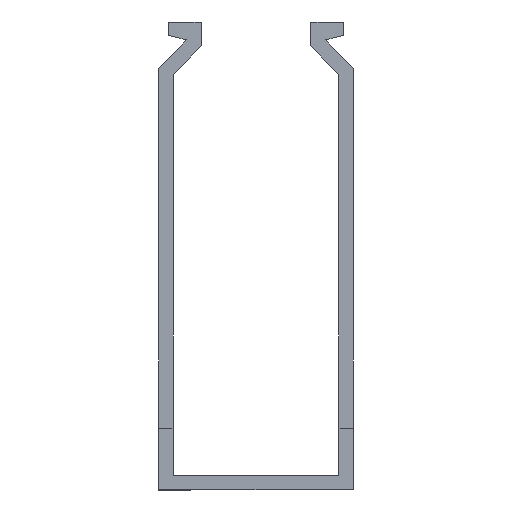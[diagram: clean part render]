
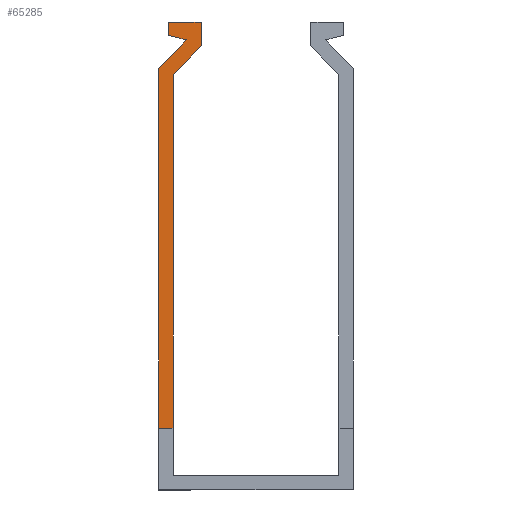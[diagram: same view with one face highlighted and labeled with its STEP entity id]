
A CAD part, front view. The second image highlights one B-rep face of the part: STEP entity #65285.
In plain terms, the highlighted planar face has unit normal (0, -1, 0).
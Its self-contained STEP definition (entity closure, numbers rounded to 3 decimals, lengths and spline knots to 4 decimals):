
#1722 = DIRECTION ( 'NONE',  ( 0., 1., 0. ) ) ;
#2333 = ORIENTED_EDGE ( 'NONE', *, *, #85032, .F. ) ;
#4754 = DIRECTION ( 'NONE',  ( 1., 0., 0. ) ) ;
#4865 = ORIENTED_EDGE ( 'NONE', *, *, #76797, .F. ) ;
#10683 = ORIENTED_EDGE ( 'NONE', *, *, #31506, .F. ) ;
#11563 = VERTEX_POINT ( 'NONE', #65480 ) ;
#11760 = CARTESIAN_POINT ( 'NONE',  ( -0.3547, 0.098, 3.1494 ) ) ;
#16587 = CARTESIAN_POINT ( 'NONE',  ( -0.565, 0.098, 3.0241 ) ) ;
#16710 = VECTOR ( 'NONE', #85580, 39.3701 ) ;
#18171 = ORIENTED_EDGE ( 'NONE', *, *, #45472, .F. ) ;
#18432 = DIRECTION ( 'NONE',  ( 0., 0., 1. ) ) ;
#18532 = CARTESIAN_POINT ( 'NONE',  ( -0.5363, 0.098, 0.3994 ) ) ;
#18646 = CARTESIAN_POINT ( 'NONE',  ( -0.5363, 0.098, 0.3994 ) ) ;
#18947 = CARTESIAN_POINT ( 'NONE',  ( -0.4511, 0.098, 2.908 ) ) ;
#18953 = LINE ( 'NONE', #29695, #16710 ) ;
#21348 = CARTESIAN_POINT ( 'NONE',  ( -0.6294, 0.098, 0.3994 ) ) ;
#22366 = ORIENTED_EDGE ( 'NONE', *, *, #65093, .T. ) ;
#22376 = VERTEX_POINT ( 'NONE', #16587 ) ;
#23059 = EDGE_LOOP ( 'NONE', ( #69582, #28412, #47538, #18171, #22366, #10683, #31820, #2333, #4865 ) ) ;
#27489 = CARTESIAN_POINT ( 'NONE',  ( -0.6294, 0.098, 2.7256 ) ) ;
#27732 = VECTOR ( 'NONE', #53760, 39.3701 ) ;
#28412 = ORIENTED_EDGE ( 'NONE', *, *, #66163, .F. ) ;
#29695 = CARTESIAN_POINT ( 'NONE',  ( -0.565, 0.098, 3.1494 ) ) ;
#31506 = EDGE_CURVE ( 'NONE', #36653, #73960, #44986, .T. ) ;
#31820 = ORIENTED_EDGE ( 'NONE', *, *, #71392, .F. ) ;
#33739 = VERTEX_POINT ( 'NONE', #73062 ) ;
#34411 = LINE ( 'NONE', #11760, #69388 ) ;
#35227 = CARTESIAN_POINT ( 'NONE',  ( -0.6294, 0.098, 2.7256 ) ) ;
#36577 = CARTESIAN_POINT ( 'NONE',  ( -0.1294, 0.098, 3.1494 ) ) ;
#36653 = VERTEX_POINT ( 'NONE', #21348 ) ;
#39675 = DIRECTION ( 'NONE',  ( -1., 0., 0. ) ) ;
#41886 = EDGE_CURVE ( 'NONE', #11563, #22376, #18953, .T. ) ;
#42737 = VERTEX_POINT ( 'NONE', #18532 ) ;
#43035 = CARTESIAN_POINT ( 'NONE',  ( -0.5363, 0.098, 2.6851 ) ) ;
#43379 = CARTESIAN_POINT ( 'NONE',  ( -0.3547, 0.098, 2.8708 ) ) ;
#43599 = PLANE ( 'NONE',  #76672 ) ;
#44823 = CARTESIAN_POINT ( 'NONE',  ( -0.3547, 0.098, 2.8708 ) ) ;
#44986 = LINE ( 'NONE', #67300, #80016 ) ;
#45472 = EDGE_CURVE ( 'NONE', #45475, #11563, #85653, .T. ) ;
#45475 = VERTEX_POINT ( 'NONE', #18947 ) ;
#47538 = ORIENTED_EDGE ( 'NONE', *, *, #41886, .F. ) ;
#49194 = DIRECTION ( 'NONE',  ( 0., 0., -1. ) ) ;
#50617 = DIRECTION ( 'NONE',  ( 0., 0., 1. ) ) ;
#53760 = DIRECTION ( 'NONE',  ( -0.965, 0., 0.263 ) ) ;
#53920 = FACE_OUTER_BOUND ( 'NONE', #23059, .T. ) ;
#65093 = EDGE_CURVE ( 'NONE', #45475, #73960, #88030, .T. ) ;
#65285 = ADVANCED_FACE ( 'NONE', ( #53920 ), #43599, .F. ) ;
#65480 = CARTESIAN_POINT ( 'NONE',  ( -0.565, 0.098, 2.9391 ) ) ;
#66013 = VERTEX_POINT ( 'NONE', #44823 ) ;
#66163 = EDGE_CURVE ( 'NONE', #22376, #33739, #67973, .T. ) ;
#67300 = CARTESIAN_POINT ( 'NONE',  ( -0.6294, 0.098, 2.7256 ) ) ;
#67521 = CARTESIAN_POINT ( 'NONE',  ( -0.4511, 0.098, 2.908 ) ) ;
#67707 = DIRECTION ( 'NONE',  ( 0., 0., -1. ) ) ;
#67973 = LINE ( 'NONE', #88533, #86553 ) ;
#68686 = LINE ( 'NONE', #84051, #87281 ) ;
#69314 = DIRECTION ( 'NONE',  ( -0.699, 0., -0.715 ) ) ;
#69388 = VECTOR ( 'NONE', #67707, 39.3701 ) ;
#69582 = ORIENTED_EDGE ( 'NONE', *, *, #70296, .F. ) ;
#69891 = VECTOR ( 'NONE', #85570, 39.3701 ) ;
#70296 = EDGE_CURVE ( 'NONE', #33739, #66013, #34411, .T. ) ;
#71392 = EDGE_CURVE ( 'NONE', #42737, #36653, #87725, .T. ) ;
#73062 = CARTESIAN_POINT ( 'NONE',  ( -0.3547, 0.098, 3.0241 ) ) ;
#73960 = VERTEX_POINT ( 'NONE', #35227 ) ;
#76672 = AXIS2_PLACEMENT_3D ( 'NONE', #36577, #1722, #50617 ) ;
#76797 = EDGE_CURVE ( 'NONE', #66013, #83347, #88482, .T. ) ;
#80016 = VECTOR ( 'NONE', #18432, 39.3701 ) ;
#83347 = VERTEX_POINT ( 'NONE', #43035 ) ;
#84051 = CARTESIAN_POINT ( 'NONE',  ( -0.5363, 0.098, 2.6851 ) ) ;
#85032 = EDGE_CURVE ( 'NONE', #83347, #42737, #68686, .T. ) ;
#85516 = VECTOR ( 'NONE', #39675, 39.3701 ) ;
#85570 = DIRECTION ( 'NONE',  ( -0.699, 0., -0.715 ) ) ;
#85580 = DIRECTION ( 'NONE',  ( 0., 0., 1. ) ) ;
#85653 = LINE ( 'NONE', #67521, #27732 ) ;
#85841 = VECTOR ( 'NONE', #69314, 39.3701 ) ;
#86553 = VECTOR ( 'NONE', #4754, 39.3701 ) ;
#87281 = VECTOR ( 'NONE', #49194, 39.3701 ) ;
#87725 = LINE ( 'NONE', #18646, #85516 ) ;
#88030 = LINE ( 'NONE', #27489, #85841 ) ;
#88482 = LINE ( 'NONE', #43379, #69891 ) ;
#88533 = CARTESIAN_POINT ( 'NONE',  ( -0.1294, 0.098, 3.0241 ) ) ;
